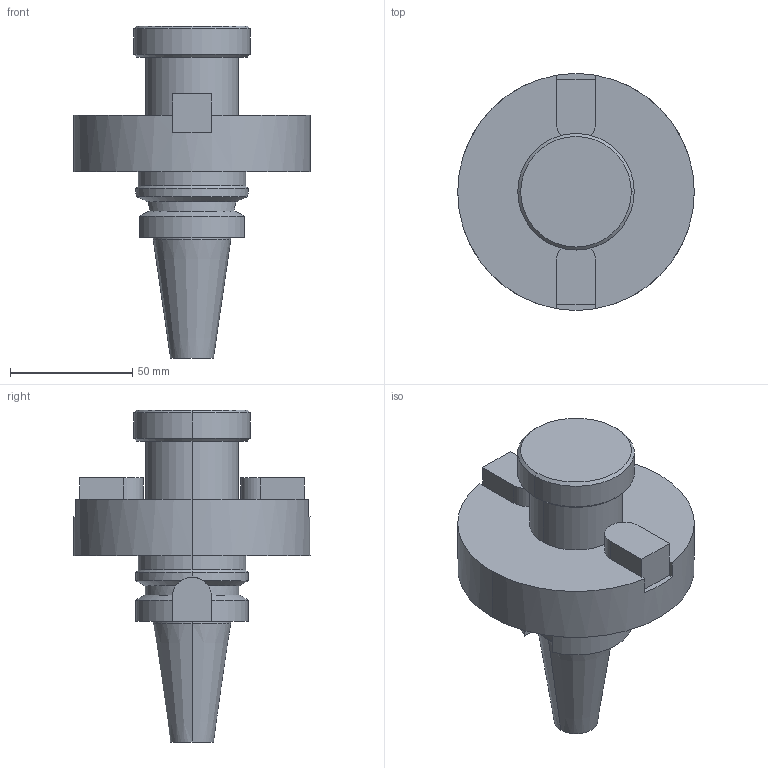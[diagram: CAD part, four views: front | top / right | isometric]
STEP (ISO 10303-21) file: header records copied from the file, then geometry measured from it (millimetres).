
FILE_DESCRIPTION (( 'STEP AP203' ), '1' );
FILE_NAME ('STP-5025-151-A80-200-1(SATE-25.151.77.200).STEP', '2021-06-22T06:52:59', ( '' ), ( '' ), 'SwSTEP 2.0', 'SolidWorks 2017', '' );
FILE_SCHEMA (( 'CONFIG_CONTROL_DESIGN' ));
Length unit declared in the file: millimetre
Products named in the file (1): STP-5025-151-A80-200-1(SATE-25.151.77.200)
Bounding box: 96.77 x 96.77 x 135.78 mm (x, y, z)
Volume: 283972.3 mm3; surface area: 38153.7 mm2
Topology: 1 solids, 1 shells, 73 faces, 178 edges, 112 vertices
Faces by surface type: plane 32, cylinder 27, cone 14
Entity records: 2268 total; most frequent: CARTESIAN_POINT 466, DIRECTION 369, ORIENTED_EDGE 352, EDGE_CURVE 176, AXIS2_PLACEMENT_3D 139, VERTEX_POINT 112, LINE 91, VECTOR 91
